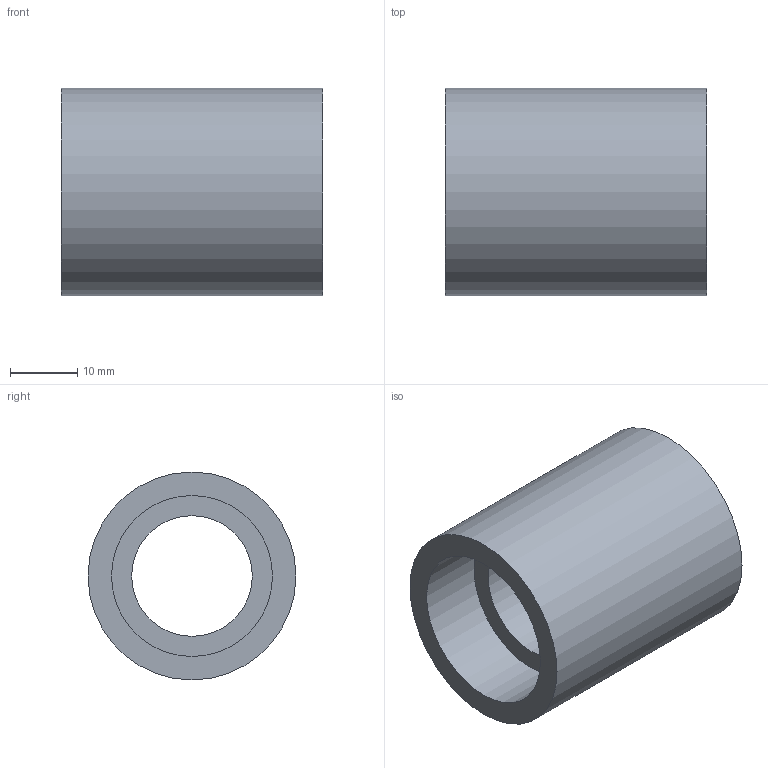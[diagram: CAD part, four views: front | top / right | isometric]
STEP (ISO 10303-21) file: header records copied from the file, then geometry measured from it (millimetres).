
FILE_DESCRIPTION(/* description */ (''),/* implementation_level */ '2;1');
FILE_NAME(/* name */ 'SymétrieTT EAUX-RESER EAUX DE LAVAGE-VAPEUR D''''UTILITE.stp',/* time_stamp */ '2019-05-29T14:00:30+01:00',/* author */ ('BAILLEUX'),/* organization */ (''),/* preprocessor_version */ 'ST-DEVELOPER v16.13',/* originating_system */ 'Autodesk Inventor 2018',/* authorisation */ '');
FILE_SCHEMA (('AUTOMOTIVE_DESIGN { 1 0 10303 214 3 1 1 }'));
Length unit declared in the file: millimetre
Products named in the file (1): SymétrieTT EAUX-RESER EAUX DE LAVAGE-VAPEUR D''UTI
LITE
Bounding box: 39 x 31 x 31 mm (x, y, z)
Volume: 15553.2 mm3; surface area: 7381.2 mm2
Topology: 1 solids, 1 shells, 8 faces, 12 edges, 8 vertices
Faces by surface type: cylinder 4, plane 4
Full cylindrical faces by diameter (mm): 18 x1, 24 x2, 31 x1
Entity records: 207 total; most frequent: DIRECTION 34, CARTESIAN_POINT 25, AXIS2_PLACEMENT_3D 17, EDGE_LOOP 16, ORIENTED_EDGE 16, FACE_BOUND 8, FACE_OUTER_BOUND 8, CIRCLE 8
